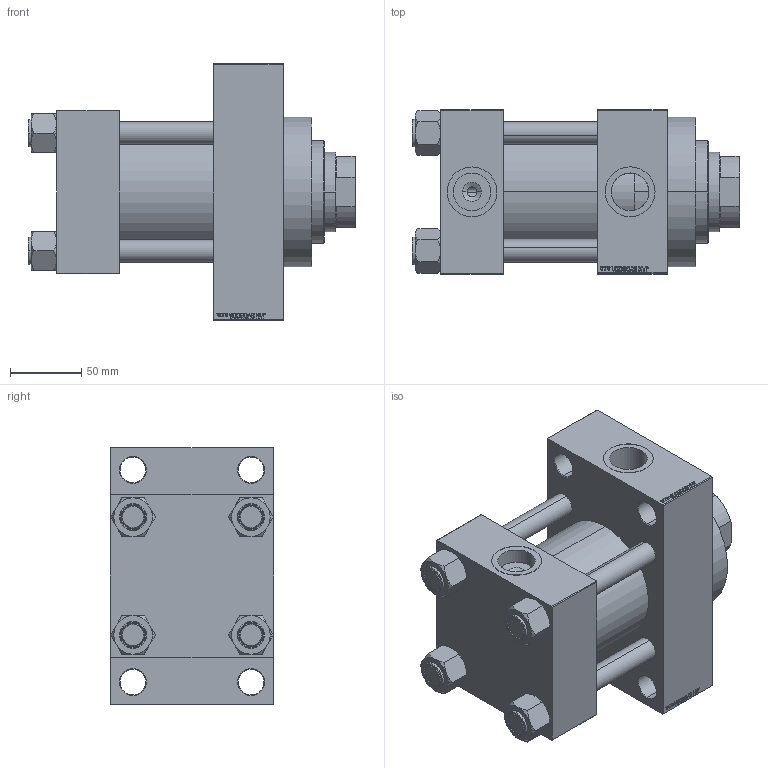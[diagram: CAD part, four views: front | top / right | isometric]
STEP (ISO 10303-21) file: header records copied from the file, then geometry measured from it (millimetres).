
FILE_DESCRIPTION (( 'STEP AP203' ), '1' );
FILE_NAME ('1e4d.STEP', '2022-04-16T14:09:40', ( '' ), ( '' ), 'SwSTEP 2.0', 'SolidWorks 2019', '' );
FILE_SCHEMA (( 'CONFIG_CONTROL_DESIGN' ));
Length unit declared in the file: millimetre
Products named in the file (6): V215CR_D_Body 5bfc1b88d6e3888d70424846cb2cb0a5; V215_VC_A 5bfc1b88d6e3888d70424846cb2cb0a5; V215CR_VCP_D 5bfc1b88d6e3888d70424846cb2cb0a5; V215CR_D_TYCINKA 5bfc1b88d6e3888d70424846cb2cb0a5; NUT_M5_D 5bfc1b88d6e3888d70424846cb2cb0a5; 1e4d
Assembly tree (11 placements, depth 2):
  1e4d
    V215CR_D_Body 5bfc1b88d6e3888d70424846cb2cb0a5
    V215CR_VCP_D 5bfc1b88d6e3888d70424846cb2cb0a5
    NUT_M5_D 5bfc1b88d6e3888d70424846cb2cb0a5  x4
    V215CR_D_TYCINKA 5bfc1b88d6e3888d70424846cb2cb0a5  x4
    V215_VC_A 5bfc1b88d6e3888d70424846cb2cb0a5
Bounding box: 230 x 115 x 180 mm (x, y, z)
Volume: 2101253.7 mm3; surface area: 310540 mm2
Topology: 11 solids, 11 shells, 1150 faces, 2909 edges, 1891 vertices
Faces by surface type: plane 544, bspline 368, cone 144, cylinder 86, torus 8
Entity records: 47733 total; most frequent: CARTESIAN_POINT 25227, ORIENTED_EDGE 5082, DIRECTION 3261, EDGE_CURVE 2541, VERTEX_POINT 1669, VECTOR 1527, LINE 1527, EDGE_LOOP 1124
